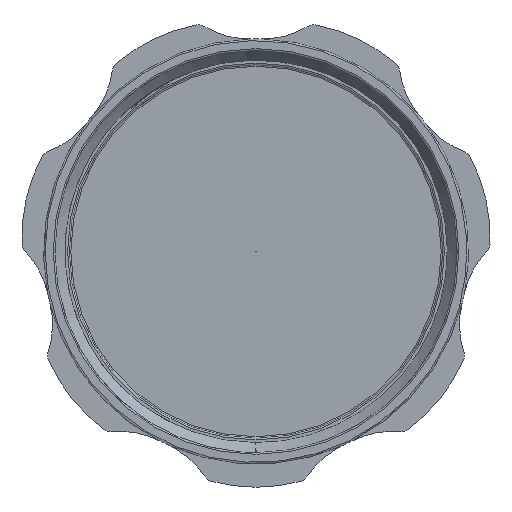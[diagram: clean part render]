
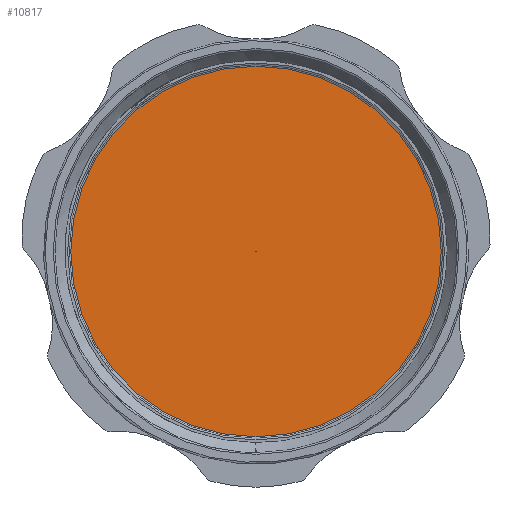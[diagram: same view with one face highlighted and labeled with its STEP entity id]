
A CAD part, front view. The second image highlights one B-rep face of the part: STEP entity #10817.
In plain terms, the highlighted planar face has unit normal (0, -1, 0).
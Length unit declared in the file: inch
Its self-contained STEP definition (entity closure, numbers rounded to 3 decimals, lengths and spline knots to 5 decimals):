
#10790=CARTESIAN_POINT('',(0.001,1.875,0.0));
#10791=DIRECTION('',(0.0,1.0,0.0));
#10792=DIRECTION('',(0.0,0.0,1.0));
#10793=AXIS2_PLACEMENT_3D('',#10790,#10791,#10792);
#10794=PLANE('',#10793);
#10795=CARTESIAN_POINT('',(-0.5775,1.875,0.0));
#10796=VERTEX_POINT('',#10795);
#10797=CARTESIAN_POINT('',(0.,1.875,0.0));
#10798=DIRECTION('',(0.0,1.0,0.0));
#10799=DIRECTION('',(-1.0,0.0,0.0));
#10800=AXIS2_PLACEMENT_3D('',#10797,#10798,#10799);
#10801=CIRCLE('',#10800,0.5775);
#10802=EDGE_CURVE('',#10796,#10796,#10801,.T.);
#10803=ORIENTED_EDGE('',*,*,#10802,.F.);
#10804=EDGE_LOOP('',(#10803));
#10805=FACE_OUTER_BOUND('',#10804,.T.);
#10806=CARTESIAN_POINT('',(-0.001,1.875,0.0));
#10807=VERTEX_POINT('',#10806);
#10808=CARTESIAN_POINT('',(0.,1.875,0.0));
#10809=DIRECTION('',(0.0,1.0,0.0));
#10810=DIRECTION('',(-1.0,0.0,0.0));
#10811=AXIS2_PLACEMENT_3D('',#10808,#10809,#10810);
#10812=CIRCLE('',#10811,0.001);
#10813=EDGE_CURVE('',#10807,#10807,#10812,.T.);
#10814=ORIENTED_EDGE('',*,*,#10813,.T.);
#10815=EDGE_LOOP('',(#10814));
#10816=FACE_BOUND('',#10815,.T.);
#10817=ADVANCED_FACE('',(#10805,#10816),#10794,.F.);
